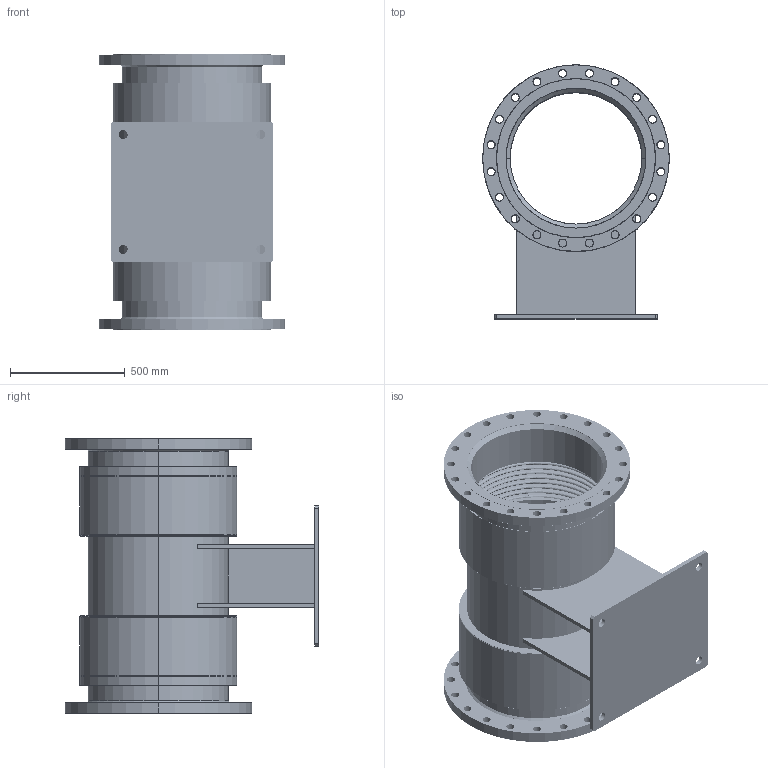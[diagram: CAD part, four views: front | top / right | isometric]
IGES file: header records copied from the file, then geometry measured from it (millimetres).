
Start section: SolidWorks IGES file using analytic representation for surfaces
Global section: file name: 600A.IGS; native system: SolidWorks 2018; preprocessor: SolidWorks 2018; author: Wuthipan; date: 190422.141323; units: millimetre
Bounding box: 813 x 1106.5 x 1200 mm (x, y, z)
Surface area: 14272205.3 mm2 (no closed solid volume)
Topology: 0 solids, 0 shells, 463 faces, 15674 edges, 15674 vertices
Faces by surface type: bspline 306, revolution 157
